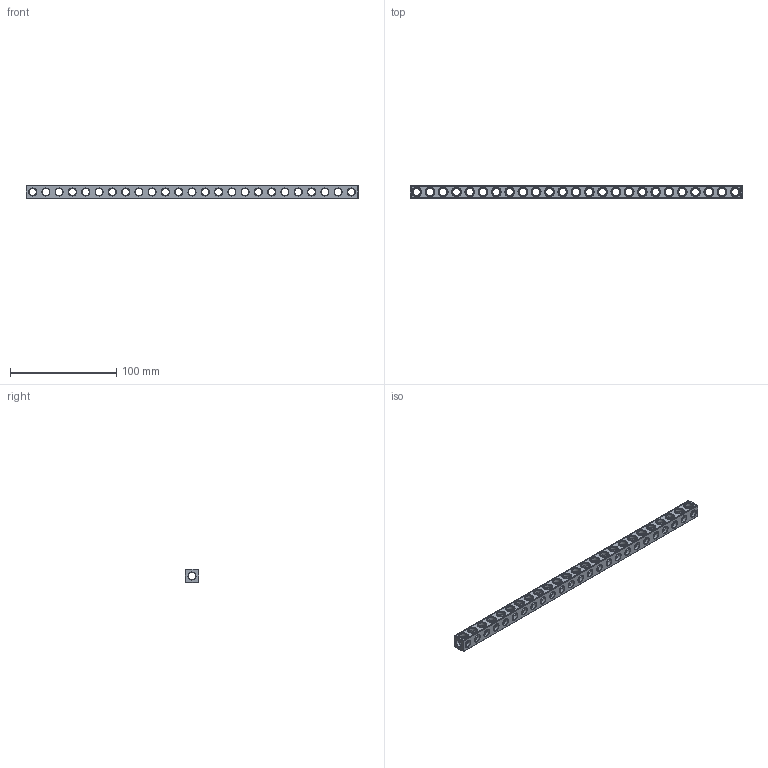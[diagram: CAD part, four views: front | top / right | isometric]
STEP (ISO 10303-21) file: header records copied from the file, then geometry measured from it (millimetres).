
FILE_DESCRIPTION(('FreeCAD Model'),'2;1');
FILE_NAME('Open CASCADE Shape Model','2021-05-23T22:08:55',( 'Paulo Kiefe'),('STEMFIE.org'),'Open CASCADE STEP processor 7.4', 'FreeCAD','Unknown');
FILE_SCHEMA(('AUTOMOTIVE_DESIGN { 1 0 10303 214 1 1 1 1 }'));
Products named in the file (1): Beam_STR_ESS_BU25x01x01_-_SPN-BEM-0062_(stemfie.org)
Bounding box: 312.5 x 12.5 x 12.5 mm (x, y, z)
Volume: 24404.5 mm3; surface area: 21888.6 mm2
Topology: 1 solids, 1 shells, 736 faces, 2323 edges, 1548 vertices
Faces by surface type: plane 359, cylinder 151, extrusion 124, cone 102
Full cylindrical faces by diameter (mm): 7 x126, 9.2 x25
Entity records: 83764 total; most frequent: CARTESIAN_POINT 40000, DIRECTION 7370, ORIENTED_EDGE 4646, PCURVE 4646, DEFINITIONAL_REPRESENTATION 4646, VECTOR 4460, LINE 4336, EDGE_CURVE 2323
